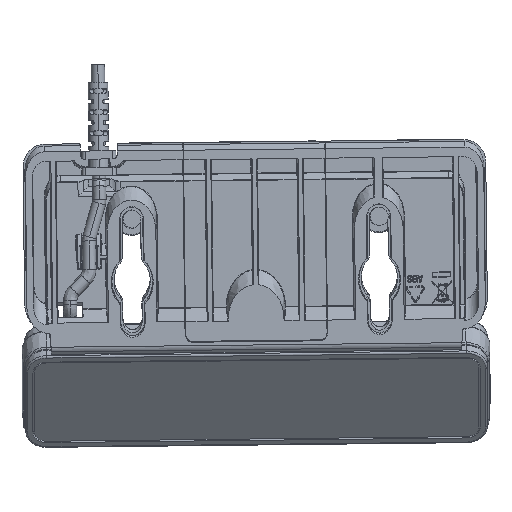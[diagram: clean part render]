
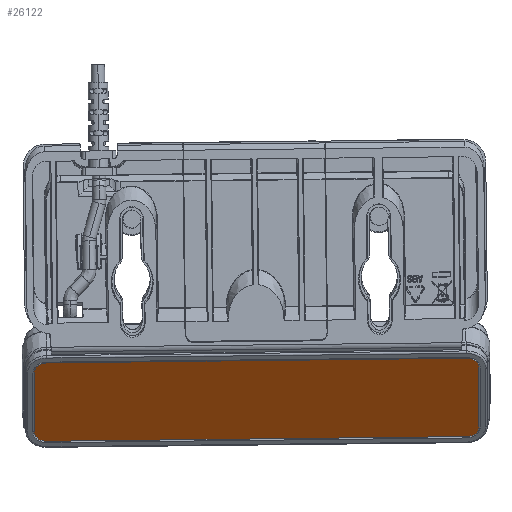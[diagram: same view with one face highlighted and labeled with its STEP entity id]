
A CAD part, top view. The second image highlights one B-rep face of the part: STEP entity #26122.
In plain terms, the highlighted planar face has unit normal (0.018, -0.643, 0.766).
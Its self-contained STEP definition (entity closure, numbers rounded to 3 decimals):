
#2245 = EDGE_CURVE ( 'NONE', #27805, #66396, #51820, .T. ) ;
#3288 = LINE ( 'NONE', #15269, #31110 ) ;
#3367 = DIRECTION ( 'NONE',  ( -0.017, 0.643, -0.766 ) ) ;
#3533 = ORIENTED_EDGE ( 'NONE', *, *, #31290, .T. ) ;
#4010 = EDGE_CURVE ( 'NONE', #68710, #66396, #35986, .T. ) ;
#4722 = DIRECTION ( 'NONE',  ( 0., -0.766, -0.643 ) ) ;
#5463 = PLANE ( 'NONE',  #25127 ) ;
#5837 = CIRCLE ( 'NONE', #16607, 3.5 ) ;
#7032 = EDGE_CURVE ( 'NONE', #68710, #17856, #55778, .T. ) ;
#10965 = CARTESIAN_POINT ( 'NONE',  ( -8.532, -29.838, -31.142 ) ) ;
#11031 = DIRECTION ( 'NONE',  ( 0.017, -0.643, 0.766 ) ) ;
#12487 = CARTESIAN_POINT ( 'NONE',  ( -5.033, -49.257, -47.516 ) ) ;
#13495 = VECTOR ( 'NONE', #66864, 1000. ) ;
#14379 = VERTEX_POINT ( 'NONE', #15686 ) ;
#15269 = CARTESIAN_POINT ( 'NONE',  ( -67.973, -52.644, -48.924 ) ) ;
#15396 = ORIENTED_EDGE ( 'NONE', *, *, #52350, .F. ) ;
#15686 = CARTESIAN_POINT ( 'NONE',  ( -127.414, -53.311, -48.129 ) ) ;
#16607 = AXIS2_PLACEMENT_3D ( 'NONE', #25384, #64299, #30988 ) ;
#17105 = ORIENTED_EDGE ( 'NONE', *, *, #56039, .F. ) ;
#17460 = DIRECTION ( 'NONE',  ( 1., 0.011, -0.013 ) ) ;
#17856 = VERTEX_POINT ( 'NONE', #61862 ) ;
#20070 = FACE_OUTER_BOUND ( 'NONE', #36899, .T. ) ;
#20393 = CARTESIAN_POINT ( 'NONE',  ( -130.914, -33.893, -31.756 ) ) ;
#23620 = CARTESIAN_POINT ( 'NONE',  ( -8.532, -32.519, -33.392 ) ) ;
#25127 = AXIS2_PLACEMENT_3D ( 'NONE', #44349, #11031, #49911 ) ;
#25384 = CARTESIAN_POINT ( 'NONE',  ( -127.414, -33.853, -31.802 ) ) ;
#26122 = ADVANCED_FACE ( 'NONE', ( #20070 ), #5463, .T. ) ;
#27805 = VERTEX_POINT ( 'NONE', #12487 ) ;
#29237 = DIRECTION ( 'NONE',  ( 0., -0.766, -0.643 ) ) ;
#29293 = EDGE_CURVE ( 'NONE', #14379, #47179, #3288, .T. ) ;
#30988 = DIRECTION ( 'NONE',  ( 0., -0.766, -0.643 ) ) ;
#31110 = VECTOR ( 'NONE', #17460, 1000. ) ;
#31290 = EDGE_CURVE ( 'NONE', #60746, #42467, #57874, .T. ) ;
#32128 = ORIENTED_EDGE ( 'NONE', *, *, #7032, .T. ) ;
#33103 = AXIS2_PLACEMENT_3D ( 'NONE', #36663, #3367, #42274 ) ;
#34402 = CARTESIAN_POINT ( 'NONE',  ( -5.033, -32.48, -33.439 ) ) ;
#35986 = CIRCLE ( 'NONE', #52705, 3.5 ) ;
#36663 = CARTESIAN_POINT ( 'NONE',  ( -127.414, -50.63, -45.879 ) ) ;
#36777 = CIRCLE ( 'NONE', #51174, 3.5 ) ;
#36899 = EDGE_LOOP ( 'NONE', ( #32128, #15396, #3533, #71997, #57736, #17105, #59723, #66534 ) ) ;
#38011 = DIRECTION ( 'NONE',  ( -0.017, 0.643, -0.766 ) ) ;
#42274 = DIRECTION ( 'NONE',  ( 0., -0.766, -0.643 ) ) ;
#42467 = VERTEX_POINT ( 'NONE', #57935 ) ;
#43366 = CARTESIAN_POINT ( 'NONE',  ( -67.973, -30.505, -30.347 ) ) ;
#44128 = CIRCLE ( 'NONE', #33103, 3.5 ) ;
#44349 = CARTESIAN_POINT ( 'NONE',  ( -67.973, -41.575, -39.636 ) ) ;
#44738 = CARTESIAN_POINT ( 'NONE',  ( -130.914, -42.281, -38.794 ) ) ;
#47179 = VERTEX_POINT ( 'NONE', #56176 ) ;
#47878 = CARTESIAN_POINT ( 'NONE',  ( -5.033, -29.799, -31.189 ) ) ;
#49911 = DIRECTION ( 'NONE',  ( 0., -0.766, -0.643 ) ) ;
#51174 = AXIS2_PLACEMENT_3D ( 'NONE', #71350, #38011, #4722 ) ;
#51820 = LINE ( 'NONE', #47878, #63161 ) ;
#52350 = EDGE_CURVE ( 'NONE', #60746, #17856, #5837, .T. ) ;
#52705 = AXIS2_PLACEMENT_3D ( 'NONE', #23620, #62541, #29237 ) ;
#55778 = LINE ( 'NONE', #43366, #67112 ) ;
#56039 = EDGE_CURVE ( 'NONE', #27805, #47179, #36777, .T. ) ;
#56176 = CARTESIAN_POINT ( 'NONE',  ( -8.532, -51.977, -49.719 ) ) ;
#57736 = ORIENTED_EDGE ( 'NONE', *, *, #29293, .T. ) ;
#57874 = LINE ( 'NONE', #44738, #13495 ) ;
#57935 = CARTESIAN_POINT ( 'NONE',  ( -130.914, -50.669, -45.833 ) ) ;
#59723 = ORIENTED_EDGE ( 'NONE', *, *, #2245, .T. ) ;
#60746 = VERTEX_POINT ( 'NONE', #20393 ) ;
#61862 = CARTESIAN_POINT ( 'NONE',  ( -127.414, -31.172, -29.553 ) ) ;
#62541 = DIRECTION ( 'NONE',  ( -0.017, 0.643, -0.766 ) ) ;
#63161 = VECTOR ( 'NONE', #64674, 1000. ) ;
#64299 = DIRECTION ( 'NONE',  ( -0.017, 0.643, -0.766 ) ) ;
#64674 = DIRECTION ( 'NONE',  ( 0., 0.766, 0.643 ) ) ;
#66396 = VERTEX_POINT ( 'NONE', #34402 ) ;
#66534 = ORIENTED_EDGE ( 'NONE', *, *, #4010, .F. ) ;
#66864 = DIRECTION ( 'NONE',  ( 0., -0.766, -0.643 ) ) ;
#67112 = VECTOR ( 'NONE', #70869, 1000. ) ;
#68710 = VERTEX_POINT ( 'NONE', #10965 ) ;
#70869 = DIRECTION ( 'NONE',  ( -1., -0.011, 0.013 ) ) ;
#71350 = CARTESIAN_POINT ( 'NONE',  ( -8.532, -49.296, -47.469 ) ) ;
#71997 = ORIENTED_EDGE ( 'NONE', *, *, #72007, .F. ) ;
#72007 = EDGE_CURVE ( 'NONE', #14379, #42467, #44128, .T. ) ;
